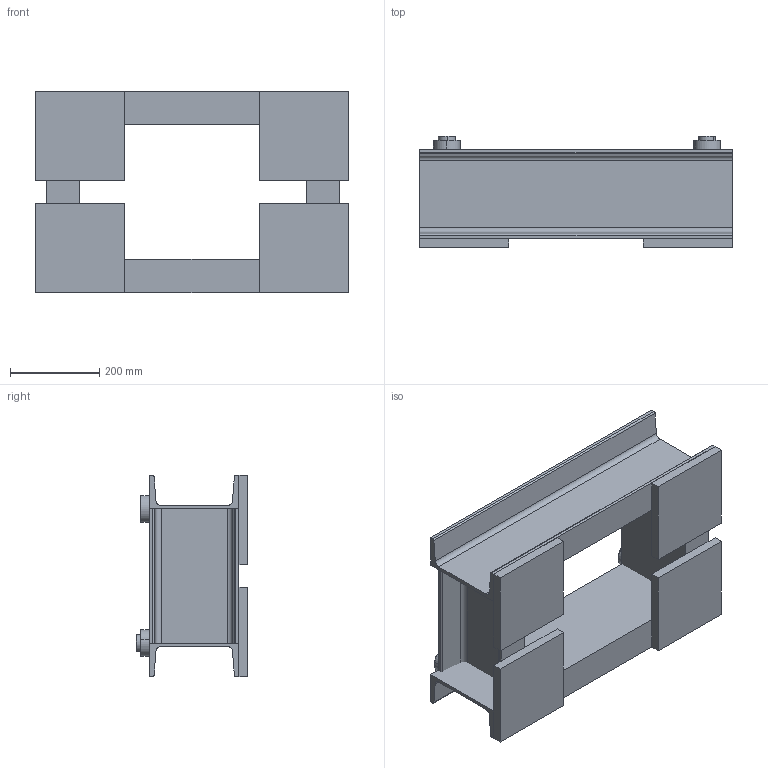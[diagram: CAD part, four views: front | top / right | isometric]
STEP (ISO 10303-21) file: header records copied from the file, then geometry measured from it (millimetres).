
FILE_DESCRIPTION (( 'STEP AP203' ), '1' );
FILE_NAME ('Cadre + plaque + support.STEP', '2024-10-07T11:40:55', ( 'Adminlocal' ), ( '' ), 'SwSTEP 2.0', 'SolidWorks 2024', '' );
FILE_SCHEMA (( 'CONFIG_CONTROL_DESIGN' ));
Length unit declared in the file: millimetre
Products named in the file (6): Cadre + plaque + support; Plot rond; pin; Cadre UAP 200_Défaut<Brut d''usinage>; Platine dessous; Plot perçé
Assembly tree (11 placements, depth 2):
  Cadre + plaque + support
    Cadre UAP 200_Défaut<Brut d''usinage>
    Platine dessous  x4
    Plot rond  x2
    Plot perçé  x2
    pin  x2
Bounding box: 700 x 250 x 450 mm (x, y, z)
Volume: 10164238 mm3; surface area: 1796954.2 mm2
Topology: 14 solids, 14 shells, 122 faces, 268 edges, 176 vertices
Faces by surface type: plane 78, cylinder 36, cone 8
Entity records: 3194 total; most frequent: DIRECTION 444, CARTESIAN_POINT 419, ORIENTED_EDGE 388, EDGE_CURVE 194, AXIS2_PLACEMENT_3D 153, LINE 138, VECTOR 138, VERTEX_POINT 128
